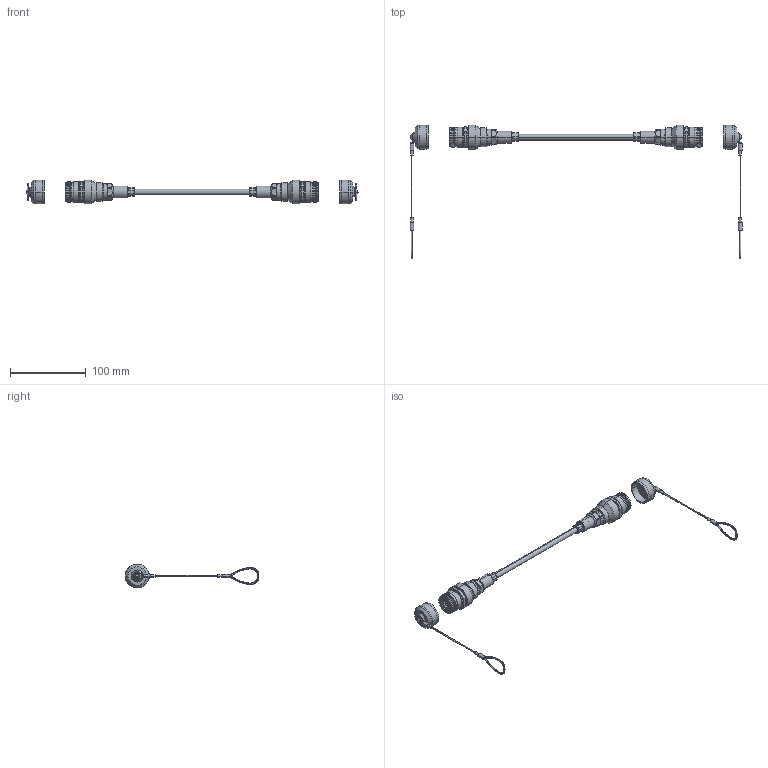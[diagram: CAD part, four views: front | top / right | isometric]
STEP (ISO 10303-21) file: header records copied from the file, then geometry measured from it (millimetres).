
FILE_DESCRIPTION (( 'STEP AP214' ), '1' );
FILE_NAME ('TRD8RG3.STEP', '2013-01-03T13:34:35', ( 'x' ), ( '' ), 'SwSTEP 2.0', 'SolidWorks 2012', '' );
FILE_SCHEMA (( 'AUTOMOTIVE_DESIGN' ));
Length unit declared in the file: inch
Products named in the file (11): ECRP5103UB0; ECRP5103UA0-MA8; ECRP5103UA0-MA7; ECRP5103UA0-MA6; ECRP5103UA0-MA5; ECRP5103UA0-MA4; ECRP5103UA0-MA3; ECRP5103UA0-MA2; ECRP5103UA0-MA1; 1AL03-103; TRD8RG3
Assembly tree (11 placements, depth 3):
  TRD8RG3
    1AL03-103
    ECRP5103UB0  x2
      ECRP5103UA0-MA1
      ECRP5103UA0-MA2
      ECRP5103UA0-MA3
      ECRP5103UA0-MA4
      ECRP5103UA0-MA5
      ECRP5103UA0-MA6
      ECRP5103UA0-MA7
      ECRP5103UA0-MA8
Bounding box: 439.5 x 176.84 x 31.75 mm (x, y, z)
Volume: 75432.2 mm3; surface area: 55982.4 mm2
Topology: 19 solids, 19 shells, 954 faces, 2192 edges, 1328 vertices
Faces by surface type: plane 336, cylinder 278, cone 276, torus 48, bspline 16
Entity records: 17827 total; most frequent: CARTESIAN_POINT 3303, DIRECTION 2440, ORIENTED_EDGE 2194, EDGE_CURVE 1097, AXIS2_PLACEMENT_3D 929, VERTEX_POINT 666, VECTOR 582, LINE 582
